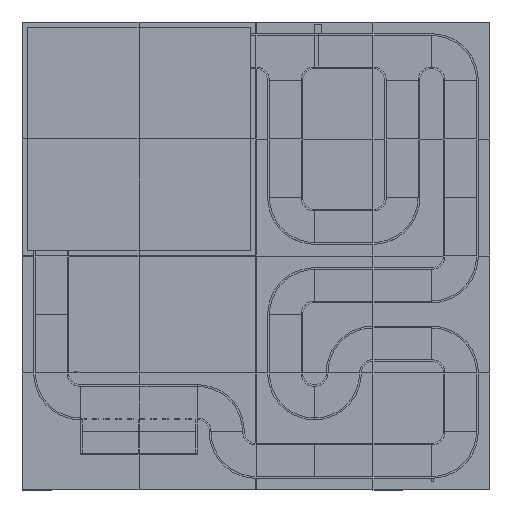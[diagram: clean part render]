
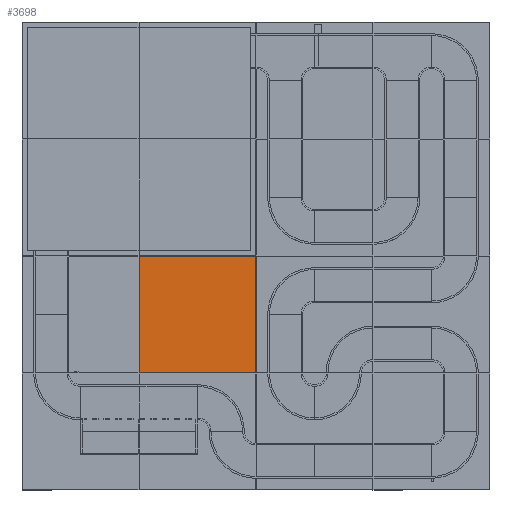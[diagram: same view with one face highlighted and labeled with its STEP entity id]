
A CAD part, top view. The second image highlights one B-rep face of the part: STEP entity #3698.
In plain terms, the highlighted planar face has unit normal (0, 0, 1).
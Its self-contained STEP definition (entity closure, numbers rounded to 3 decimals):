
#875=FACE_OUTER_BOUND('',#1074,.T.);
#1074=EDGE_LOOP('',(#3072,#3073,#3074,#3075));
#1380=LINE('',#6346,#1758);
#1383=LINE('',#6352,#1761);
#1386=LINE('',#6358,#1764);
#1389=LINE('',#6362,#1767);
#1758=VECTOR('',#5188,10.);
#1761=VECTOR('',#5193,10.);
#1764=VECTOR('',#5198,10.);
#1767=VECTOR('',#5203,10.);
#2066=VERTEX_POINT('',#6343);
#2067=VERTEX_POINT('',#6345);
#2069=VERTEX_POINT('',#6351);
#2071=VERTEX_POINT('',#6357);
#2416=EDGE_CURVE('',#2067,#2066,#1380,.T.);
#2419=EDGE_CURVE('',#2069,#2067,#1383,.T.);
#2422=EDGE_CURVE('',#2071,#2069,#1386,.T.);
#2425=EDGE_CURVE('',#2066,#2071,#1389,.T.);
#3072=ORIENTED_EDGE('',*,*,#2425,.T.);
#3073=ORIENTED_EDGE('',*,*,#2422,.T.);
#3074=ORIENTED_EDGE('',*,*,#2419,.T.);
#3075=ORIENTED_EDGE('',*,*,#2416,.T.);
#3518=PLANE('',#4435);
#3698=ADVANCED_FACE('',(#875),#3518,.T.);
#4435=AXIS2_PLACEMENT_3D('',#6363,#5204,#5205);
#5188=DIRECTION('',(1.,0.,0.));
#5193=DIRECTION('',(0.,-1.,0.));
#5198=DIRECTION('',(-1.,0.,0.));
#5203=DIRECTION('',(0.,1.,0.));
#5204=DIRECTION('center_axis',(0.,0.,1.));
#5205=DIRECTION('ref_axis',(1.,0.,0.));
#6343=CARTESIAN_POINT('',(1000.,0.,10.));
#6345=CARTESIAN_POINT('',(0.,0.,10.));
#6346=CARTESIAN_POINT('',(1000.,0.,10.));
#6351=CARTESIAN_POINT('',(0.,1000.,10.));
#6352=CARTESIAN_POINT('',(0.,0.,10.));
#6357=CARTESIAN_POINT('',(1000.,1000.,10.));
#6358=CARTESIAN_POINT('',(0.,1000.,10.));
#6362=CARTESIAN_POINT('',(1000.,1000.,10.));
#6363=CARTESIAN_POINT('Origin',(500.,500.,10.));
